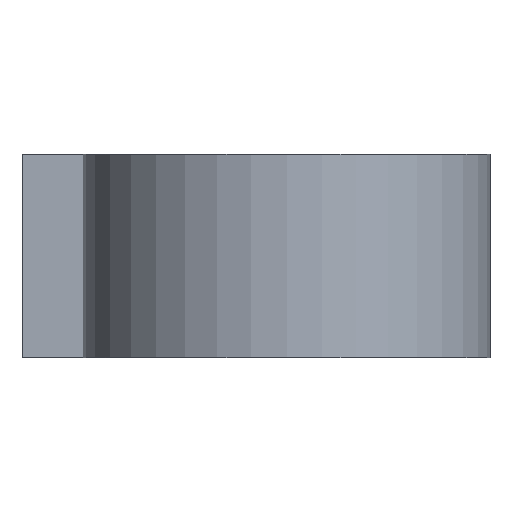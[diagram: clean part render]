
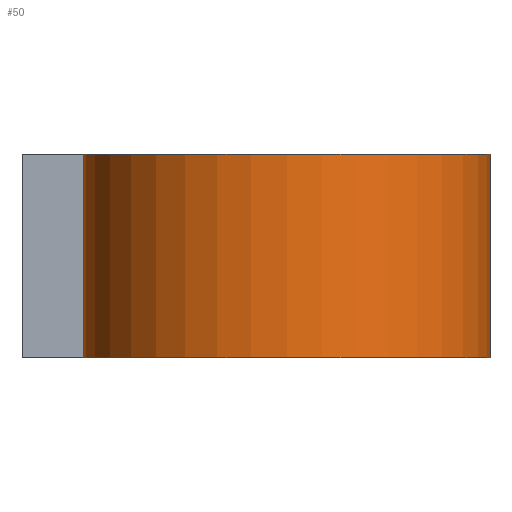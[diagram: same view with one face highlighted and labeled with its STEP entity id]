
A CAD part, front view. The second image highlights one B-rep face of the part: STEP entity #50.
In plain terms, the highlighted cylindrical face has radius 10 mm (diameter 20 mm), a partial arc.
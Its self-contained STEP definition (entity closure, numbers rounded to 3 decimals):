
#40=CYLINDRICAL_SURFACE('',#125,10.);
#43=CIRCLE('',#123,10.);
#44=CIRCLE('',#124,10.);
#50=ADVANCED_FACE('',(#59),#40,.T.);
#59=FACE_OUTER_BOUND('',#62,.T.);
#62=EDGE_LOOP('',(#74,#75,#76,#77));
#74=ORIENTED_EDGE('',*,*,#104,.F.);
#75=ORIENTED_EDGE('',*,*,#103,.F.);
#76=ORIENTED_EDGE('',*,*,#105,.T.);
#77=ORIENTED_EDGE('',*,*,#106,.T.);
#93=VERTEX_POINT('',#168);
#95=VERTEX_POINT('',#172);
#96=VERTEX_POINT('',#176);
#97=VERTEX_POINT('',#178);
#103=EDGE_CURVE('',#95,#93,#114,.T.);
#104=EDGE_CURVE('',#93,#96,#43,.T.);
#105=EDGE_CURVE('',#95,#97,#44,.T.);
#106=EDGE_CURVE('',#97,#96,#115,.T.);
#114=LINE('',#173,#119);
#115=LINE('',#179,#120);
#119=VECTOR('',#139,1.);
#120=VECTOR('',#146,1.);
#123=AXIS2_PLACEMENT_3D('',#175,#142,#143);
#124=AXIS2_PLACEMENT_3D('',#177,#144,#145);
#125=AXIS2_PLACEMENT_3D('',#180,#147,#148);
#139=DIRECTION('',(0.,0.,1.));
#142=DIRECTION('',(0.,0.,1.));
#143=DIRECTION('',(1.,0.,0.));
#144=DIRECTION('',(0.,0.,1.));
#145=DIRECTION('',(1.,0.,0.));
#146=DIRECTION('',(0.,0.,1.));
#147=DIRECTION('',(0.,0.,1.));
#148=DIRECTION('',(1.,0.,0.));
#168=CARTESIAN_POINT('',(-10.,0.,10.));
#172=CARTESIAN_POINT('',(-10.,0.,0.));
#173=CARTESIAN_POINT('',(-10.,0.,0.));
#175=CARTESIAN_POINT('',(0.,0.,10.));
#176=CARTESIAN_POINT('',(0.,10.,10.));
#177=CARTESIAN_POINT('',(0.,0.,0.));
#178=CARTESIAN_POINT('',(0.,10.,0.));
#179=CARTESIAN_POINT('',(0.,10.,0.));
#180=CARTESIAN_POINT('',(0.,0.,0.));
